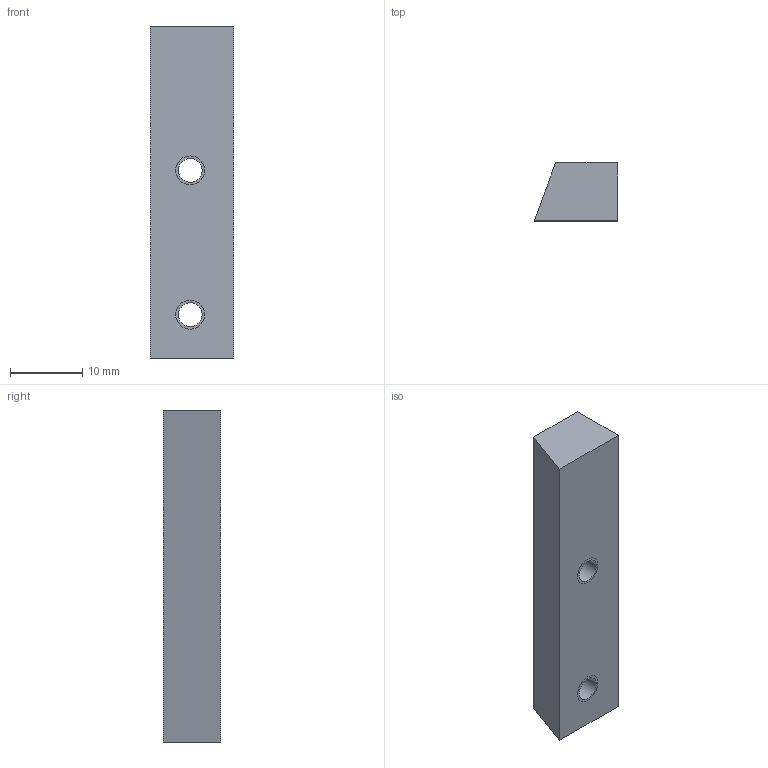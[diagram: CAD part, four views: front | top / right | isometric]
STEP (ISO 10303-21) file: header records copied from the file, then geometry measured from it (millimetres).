
FILE_DESCRIPTION((''),'2;1');
FILE_NAME('50-002019-00107','2020-01-08T17:51:44',('t.kolegar'),('Mechatronic Design & Solutions s.r.o.'),'CREO PARAMETRIC BY PTC INC, 2018020','CREO PARAMETRIC BY PTC INC, 2018020','');
FILE_SCHEMA(('CONFIG_CONTROL_DESIGN'));
Length unit declared in the file: millimetre
Products named in the file (1): 50-002019-00107
Bounding box: 11.5 x 8 x 46 mm (x, y, z)
Volume: 3559.4 mm3; surface area: 2177.1 mm2
Topology: 1 solids, 3 shells, 14 faces, 41 edges, 34 vertices
Faces by surface type: cylinder 8, plane 6
Entity records: 513 total; most frequent: DIRECTION 87, CARTESIAN_POINT 80, ORIENTED_EDGE 64, EDGE_CURVE 36, AXIS2_PLACEMENT_3D 31, VECTOR 25, LINE 25, VERTEX_POINT 24
